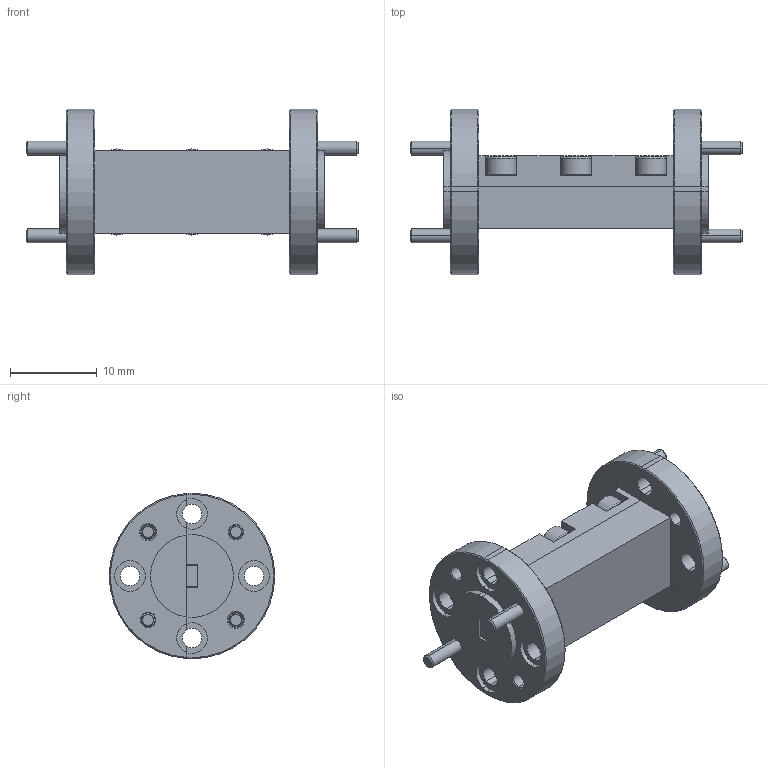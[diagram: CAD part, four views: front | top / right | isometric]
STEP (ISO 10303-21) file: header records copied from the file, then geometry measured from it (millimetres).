
FILE_DESCRIPTION (( 'STEP AP203' ), '1' );
FILE_NAME ('DMWF-10-101-H1 DF.STEP', '2019-06-19T19:00:45', ( '' ), ( '' ), 'SwSTEP 2.0', 'SolidWorks 2016', '' );
FILE_SCHEMA (( 'CONFIG_CONTROL_DESIGN' ));
Length unit declared in the file: inch
Products named in the file (1): DMWF-10-101-H1 DF
Bounding box: 38.23 x 19.05 x 19.05 mm (x, y, z)
Volume: 3605.1 mm3; surface area: 3583.3 mm2
Topology: 6 solids, 12 shells, 381 faces, 887 edges, 546 vertices
Faces by surface type: plane 134, cylinder 133, cone 114
Entity records: 11108 total; most frequent: CARTESIAN_POINT 2097, DIRECTION 1973, ORIENTED_EDGE 1774, EDGE_CURVE 887, AXIS2_PLACEMENT_3D 762, VERTEX_POINT 546, LINE 449, VECTOR 449
